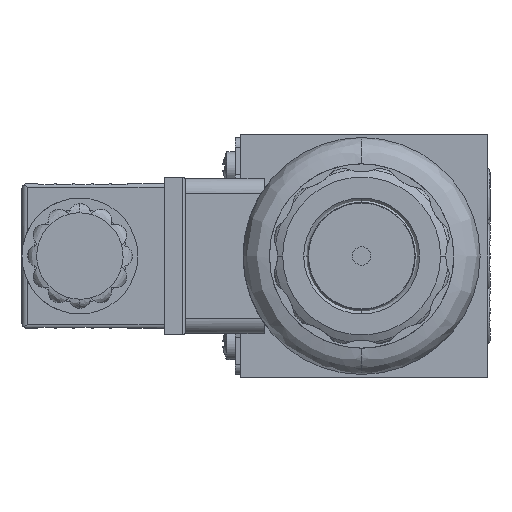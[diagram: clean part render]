
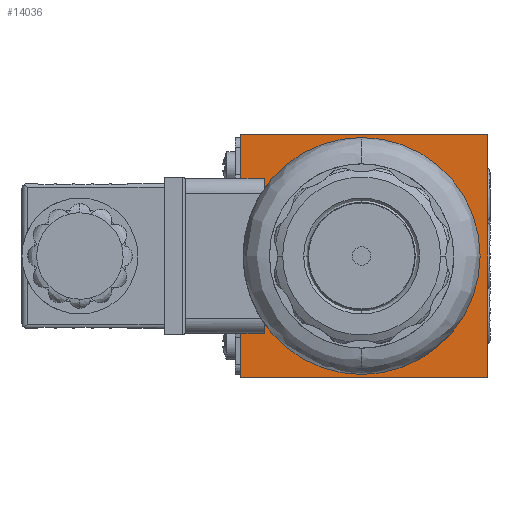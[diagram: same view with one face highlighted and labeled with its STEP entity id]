
A CAD part, left-side view. The second image highlights one B-rep face of the part: STEP entity #14036.
In plain terms, the highlighted planar face has unit normal (-1, 0, 0).
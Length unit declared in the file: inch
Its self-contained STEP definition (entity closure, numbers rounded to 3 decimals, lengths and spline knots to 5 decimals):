
#505 = VERTEX_POINT ( 'NONE', #5544 ) ;
#1522 = DIRECTION ( 'NONE',  ( 0., -1., 0. ) ) ;
#2151 = LINE ( 'NONE', #38410, #42988 ) ;
#3906 = ORIENTED_EDGE ( 'NONE', *, *, #32500, .F. ) ;
#4149 = DIRECTION ( 'NONE',  ( -1., 0., 0. ) ) ;
#5544 = CARTESIAN_POINT ( 'NONE',  ( -1.27953, -0.94488, 0.90551 ) ) ;
#5557 = CARTESIAN_POINT ( 'NONE',  ( -1.27953, 0., 0. ) ) ;
#7517 = LINE ( 'NONE', #13248, #22463 ) ;
#7743 = ORIENTED_EDGE ( 'NONE', *, *, #15885, .T. ) ;
#10169 = CARTESIAN_POINT ( 'NONE',  ( -1.27953, 0.90551, -0.90551 ) ) ;
#10492 = VERTEX_POINT ( 'NONE', #13958 ) ;
#10907 = CARTESIAN_POINT ( 'NONE',  ( -1.27953, 0.90551, 0.90551 ) ) ;
#11994 = EDGE_LOOP ( 'NONE', ( #21357, #3906 ) ) ;
#13248 = CARTESIAN_POINT ( 'NONE',  ( -1.27953, -0.94488, -0.90551 ) ) ;
#13958 = CARTESIAN_POINT ( 'NONE',  ( -1.27953, 0.51181, 0. ) ) ;
#14036 = ADVANCED_FACE ( 'NONE', ( #21422, #32348 ), #27576, .F. ) ;
#14596 = VERTEX_POINT ( 'NONE', #32571 ) ;
#15189 = VERTEX_POINT ( 'NONE', #10169 ) ;
#15798 = DIRECTION ( 'NONE',  ( 0., 0., 1. ) ) ;
#15885 = EDGE_CURVE ( 'NONE', #15189, #14596, #7517, .T. ) ;
#16082 = LINE ( 'NONE', #41491, #39695 ) ;
#16103 = CIRCLE ( 'NONE', #46144, 0.51181 ) ;
#16820 = EDGE_CURVE ( 'NONE', #23024, #15189, #16082, .T. ) ;
#19799 = ORIENTED_EDGE ( 'NONE', *, *, #26138, .F. ) ;
#20405 = DIRECTION ( 'NONE',  ( 0., -1., 0. ) ) ;
#20931 = DIRECTION ( 'NONE',  ( 0., 1., 0. ) ) ;
#21136 = ORIENTED_EDGE ( 'NONE', *, *, #16820, .T. ) ;
#21357 = ORIENTED_EDGE ( 'NONE', *, *, #29574, .F. ) ;
#21422 = FACE_BOUND ( 'NONE', #11994, .T. ) ;
#21838 = ORIENTED_EDGE ( 'NONE', *, *, #29344, .T. ) ;
#22463 = VECTOR ( 'NONE', #1522, 39.37008 ) ;
#22563 = CARTESIAN_POINT ( 'NONE',  ( -1.27953, -0.94488, 0.90551 ) ) ;
#23024 = VERTEX_POINT ( 'NONE', #10907 ) ;
#25846 = DIRECTION ( 'NONE',  ( 0., 1., 0. ) ) ;
#26138 = EDGE_CURVE ( 'NONE', #23024, #505, #2151, .T. ) ;
#26308 = CARTESIAN_POINT ( 'NONE',  ( -1.27953, 0., 0. ) ) ;
#27235 = CARTESIAN_POINT ( 'NONE',  ( -1.27953, -0.51181, 0. ) ) ;
#27576 = PLANE ( 'NONE',  #43269 ) ;
#29344 = EDGE_CURVE ( 'NONE', #14596, #505, #43097, .T. ) ;
#29574 = EDGE_CURVE ( 'NONE', #10492, #43019, #16103, .T. ) ;
#31275 = DIRECTION ( 'NONE',  ( 1., 0., 0. ) ) ;
#32348 = FACE_OUTER_BOUND ( 'NONE', #32999, .T. ) ;
#32500 = EDGE_CURVE ( 'NONE', #43019, #10492, #40029, .T. ) ;
#32571 = CARTESIAN_POINT ( 'NONE',  ( -1.27953, -0.94488, -0.90551 ) ) ;
#32999 = EDGE_LOOP ( 'NONE', ( #7743, #21838, #19799, #21136 ) ) ;
#38410 = CARTESIAN_POINT ( 'NONE',  ( -1.27953, 0., 0.90551 ) ) ;
#38742 = DIRECTION ( 'NONE',  ( 0., 0., -1. ) ) ;
#39695 = VECTOR ( 'NONE', #38742, 39.37008 ) ;
#40029 = CIRCLE ( 'NONE', #40095, 0.51181 ) ;
#40095 = AXIS2_PLACEMENT_3D ( 'NONE', #26308, #4149, #25846 ) ;
#41491 = CARTESIAN_POINT ( 'NONE',  ( -1.27953, 0.90551, -0.90551 ) ) ;
#42967 = CARTESIAN_POINT ( 'NONE',  ( -1.27953, 0., 0. ) ) ;
#42988 = VECTOR ( 'NONE', #20405, 39.37008 ) ;
#43019 = VERTEX_POINT ( 'NONE', #27235 ) ;
#43097 = LINE ( 'NONE', #22563, #47717 ) ;
#43269 = AXIS2_PLACEMENT_3D ( 'NONE', #5557, #31275, #46228 ) ;
#46144 = AXIS2_PLACEMENT_3D ( 'NONE', #42967, #46833, #20931 ) ;
#46228 = DIRECTION ( 'NONE',  ( 0., 0., -1. ) ) ;
#46833 = DIRECTION ( 'NONE',  ( -1., 0., 0. ) ) ;
#47717 = VECTOR ( 'NONE', #15798, 39.37008 ) ;
